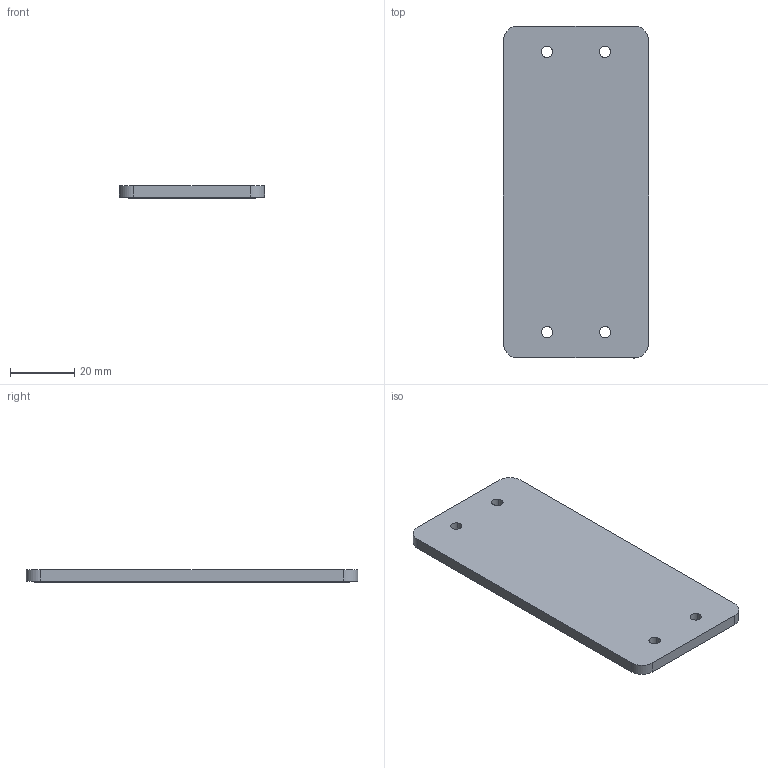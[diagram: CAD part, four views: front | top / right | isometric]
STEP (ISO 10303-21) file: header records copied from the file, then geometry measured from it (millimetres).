
FILE_DESCRIPTION(('CATIA V5 STEP Exchange','CAx-IF Rec.Pracs.--- Model Styling and Organization---1.4--- 2014-01-23'),'2;1');
FILE_NAME ('018358-2_1_1664370000_1664370000.stp','2019-08-21T07:26:03+00:00',('none'),('Weidmueller'),'CATIA Version 5-6 Release 2016 SP3 HF44','CATIA V5 STEP AP214','none');
FILE_SCHEMA(('AUTOMOTIVE_DESIGN { 1 0 10303 214 1 1 1 1 }'));
Length unit declared in the file: millimetre
Products named in the file (1): 1664370000
Bounding box: 45 x 103 x 3.85 mm (x, y, z)
Volume: 11836.7 mm3; surface area: 12168.5 mm2
Topology: 2 solids, 2 shells, 71 faces, 192 edges, 128 vertices
Faces by surface type: cylinder 36, plane 35
Entity records: 2655 total; most frequent: CARTESIAN_POINT 825, ORIENTED_EDGE 384, DIRECTION 289, EDGE_CURVE 192, VERTEX_POINT 128, VECTOR 120, LINE 120, AXIS2_PLACEMENT_3D 104
